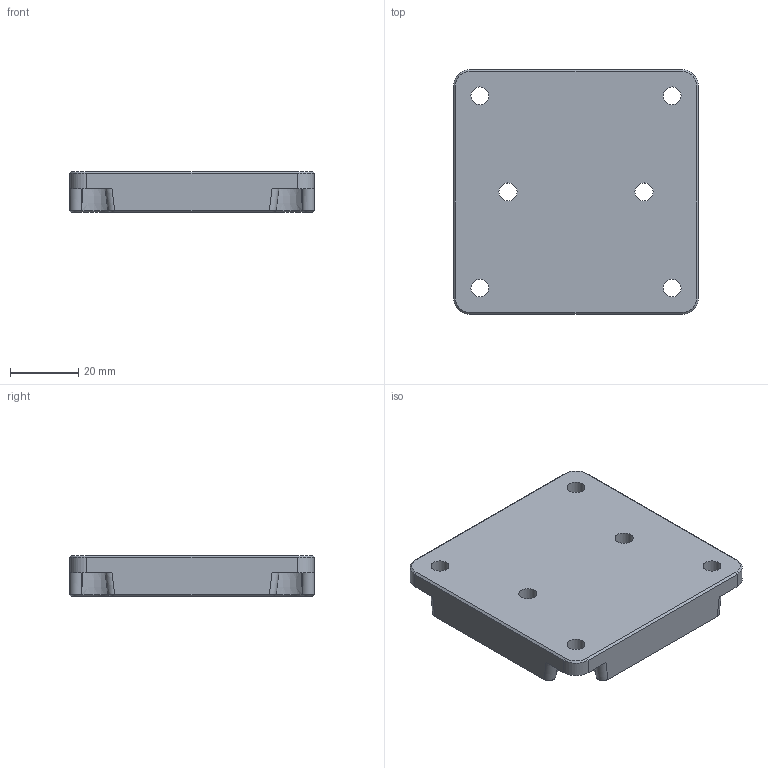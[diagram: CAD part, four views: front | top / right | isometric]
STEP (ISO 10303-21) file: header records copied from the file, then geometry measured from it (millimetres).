
FILE_DESCRIPTION(/* description */ (''),/* implementation_level */ '2;1');
FILE_NAME(/* name */ 'IM1-MoldTop.stp',/* time_stamp */ '2023-06-30T13:28:16+02:00',/* author */ ('buchmannmartin'),/* organization */ (''),/* preprocessor_version */ 'ST-DEVELOPER v19.2',/* originating_system */ 'Autodesk Inventor 2024',/* authorisation */ '');
FILE_SCHEMA (('AUTOMOTIVE_DESIGN { 1 0 10303 214 3 1 1 }'));
Length unit declared in the file: millimetre
Products named in the file (1): IM1-MoldTop
Bounding box: 72 x 72 x 12 mm (x, y, z)
Volume: 51217.9 mm3; surface area: 15451.7 mm2
Topology: 1 solids, 1 shells, 190 faces, 470 edges, 281 vertices
Faces by surface type: plane 72, bspline 40, cone 34, cylinder 29, torus 15
Full cylindrical faces by diameter (mm): 5.2 x4, 5.3 x2
Entity records: 6730 total; most frequent: CARTESIAN_POINT 2413, ORIENTED_EDGE 926, DIRECTION 814, EDGE_CURVE 463, AXIS2_PLACEMENT_3D 287, VERTEX_POINT 281, LINE 240, VECTOR 240
